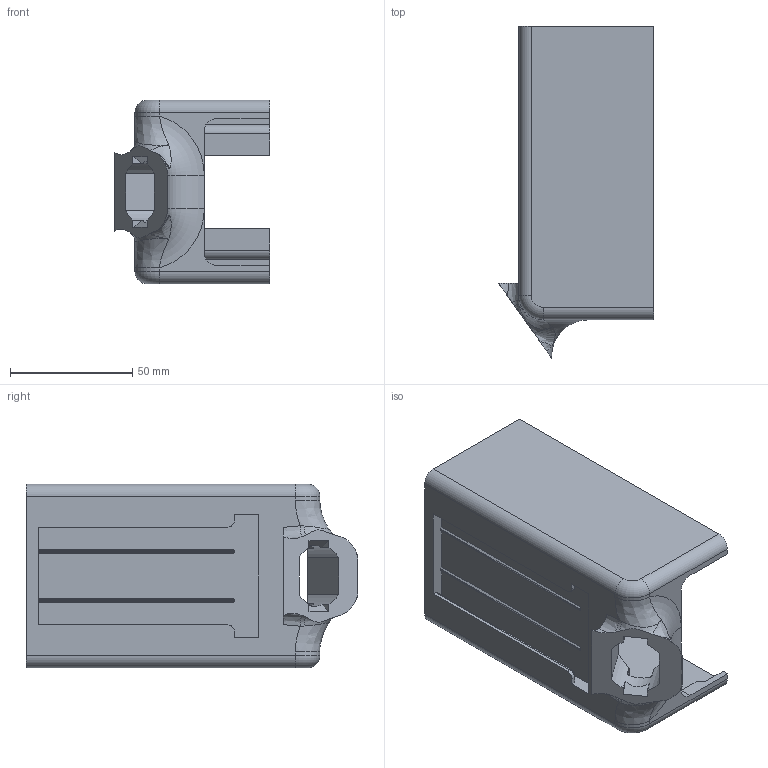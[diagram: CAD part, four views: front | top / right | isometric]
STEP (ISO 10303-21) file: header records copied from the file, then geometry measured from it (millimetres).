
FILE_DESCRIPTION (( 'STEP AP214' ), '1' );
FILE_NAME ('mount.STEP', '2026-02-21T00:30:37', ( 'xxx' ), ( '' ), 'SwSTEP 2.0', 'SolidWorks 2025', '' );
FILE_SCHEMA (( 'AUTOMOTIVE_DESIGN' ));
Length unit declared in the file: millimetre
Products named in the file (1): mount
Bounding box: 63.35 x 135.59 x 75 mm (x, y, z)
Volume: 96445.7 mm3; surface area: 55872.1 mm2
Topology: 1 solids, 1 shells, 156 faces, 421 edges, 260 vertices
Faces by surface type: plane 80, cylinder 43, bspline 18, torus 8, sphere 5, cone 2
Entity records: 6187 total; most frequent: CARTESIAN_POINT 2468, ORIENTED_EDGE 828, DIRECTION 703, EDGE_CURVE 414, VERTEX_POINT 260, VECTOR 255, LINE 255, AXIS2_PLACEMENT_3D 224
